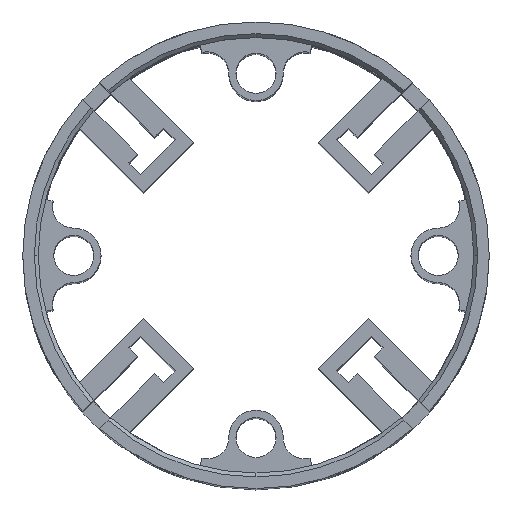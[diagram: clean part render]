
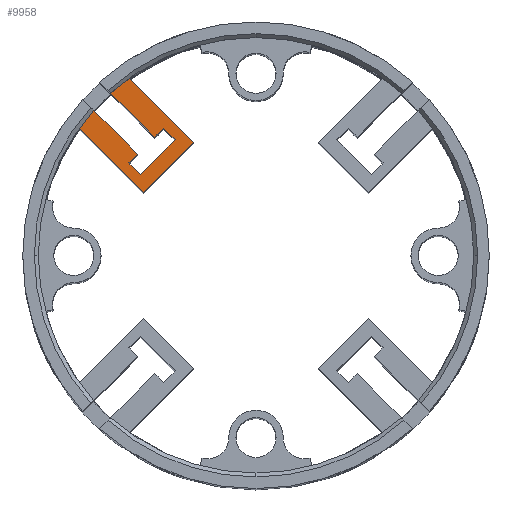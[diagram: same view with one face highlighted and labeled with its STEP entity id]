
A CAD part, top view. The second image highlights one B-rep face of the part: STEP entity #9958.
In plain terms, the highlighted planar face has unit normal (0, 0, 1).
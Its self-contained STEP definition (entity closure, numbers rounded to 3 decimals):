
#8204 = VERTEX_POINT('',#8205);
#8205 = CARTESIAN_POINT('',(-18.673,20.865,90.));
#8244 = VERTEX_POINT('',#8245);
#8245 = CARTESIAN_POINT('',(-13.017,15.209,90.));
#8251 = EDGE_CURVE('',#8204,#8244,#8252,.T.);
#8252 = LINE('',#8253,#8254);
#8253 = CARTESIAN_POINT('',(-19.381,21.573,90.));
#8254 = VECTOR('',#8255,1.);
#8255 = DIRECTION('',(0.707,-0.707,0.));
#8285 = VERTEX_POINT('',#8286);
#8286 = CARTESIAN_POINT('',(-20.865,18.673,90.));
#8292 = EDGE_CURVE('',#8293,#8285,#8295,.T.);
#8293 = VERTEX_POINT('',#8294);
#8294 = CARTESIAN_POINT('',(-15.209,13.017,90.));
#8295 = LINE('',#8296,#8297);
#8296 = CARTESIAN_POINT('',(-15.209,13.017,90.));
#8297 = VECTOR('',#8298,1.);
#8298 = DIRECTION('',(-0.707,0.707,0.));
#9236 = VERTEX_POINT('',#9237);
#9237 = CARTESIAN_POINT('',(-22.753,16.318,90.));
#9243 = EDGE_CURVE('',#8285,#9236,#9244,.T.);
#9244 = CIRCLE('',#9245,28.);
#9245 = AXIS2_PLACEMENT_3D('',#9246,#9247,#9248);
#9246 = CARTESIAN_POINT('',(0.,0.,90.));
#9247 = DIRECTION('',(0.,0.,1.));
#9248 = DIRECTION('',(1.,0.,0.));
#9881 = EDGE_CURVE('',#9882,#8204,#9884,.T.);
#9882 = VERTEX_POINT('',#9883);
#9883 = CARTESIAN_POINT('',(-16.318,22.753,90.));
#9884 = CIRCLE('',#9885,28.);
#9885 = AXIS2_PLACEMENT_3D('',#9886,#9887,#9888);
#9886 = CARTESIAN_POINT('',(0.,0.,90.));
#9887 = DIRECTION('',(0.,0.,1.));
#9888 = DIRECTION('',(1.,0.,0.));
#9958 = ADVANCED_FACE('',(#9959),#10025,.T.);
#9959 = FACE_BOUND('',#9960,.T.);
#9960 = EDGE_LOOP('',(#9961,#9962,#9963,#9971,#9979,#9987,#9995,#10001,
    #10002,#10003,#10011,#10019));
#9961 = ORIENTED_EDGE('',*,*,#9881,.T.);
#9962 = ORIENTED_EDGE('',*,*,#8251,.T.);
#9963 = ORIENTED_EDGE('',*,*,#9964,.T.);
#9964 = EDGE_CURVE('',#8244,#9965,#9967,.T.);
#9965 = VERTEX_POINT('',#9966);
#9966 = CARTESIAN_POINT('',(-11.885,16.34,90.));
#9967 = LINE('',#9968,#9969);
#9968 = CARTESIAN_POINT('',(-13.017,15.209,90.));
#9969 = VECTOR('',#9970,1.);
#9970 = DIRECTION('',(0.707,0.707,0.));
#9971 = ORIENTED_EDGE('',*,*,#9972,.T.);
#9972 = EDGE_CURVE('',#9965,#9973,#9975,.T.);
#9973 = VERTEX_POINT('',#9974);
#9974 = CARTESIAN_POINT('',(-10.401,14.855,90.));
#9975 = LINE('',#9976,#9977);
#9976 = CARTESIAN_POINT('',(-11.885,16.34,90.));
#9977 = VECTOR('',#9978,1.);
#9978 = DIRECTION('',(0.707,-0.707,-0.));
#9979 = ORIENTED_EDGE('',*,*,#9980,.T.);
#9980 = EDGE_CURVE('',#9973,#9981,#9983,.T.);
#9981 = VERTEX_POINT('',#9982);
#9982 = CARTESIAN_POINT('',(-14.855,10.401,90.));
#9983 = LINE('',#9984,#9985);
#9984 = CARTESIAN_POINT('',(-10.401,14.855,90.));
#9985 = VECTOR('',#9986,1.);
#9986 = DIRECTION('',(-0.707,-0.707,0.));
#9987 = ORIENTED_EDGE('',*,*,#9988,.T.);
#9988 = EDGE_CURVE('',#9981,#9989,#9991,.T.);
#9989 = VERTEX_POINT('',#9990);
#9990 = CARTESIAN_POINT('',(-16.34,11.885,90.));
#9991 = LINE('',#9992,#9993);
#9992 = CARTESIAN_POINT('',(-14.855,10.401,90.));
#9993 = VECTOR('',#9994,1.);
#9994 = DIRECTION('',(-0.707,0.707,0.));
#9995 = ORIENTED_EDGE('',*,*,#9996,.T.);
#9996 = EDGE_CURVE('',#9989,#8293,#9997,.T.);
#9997 = LINE('',#9998,#9999);
#9998 = CARTESIAN_POINT('',(-16.34,11.885,90.));
#9999 = VECTOR('',#10000,1.);
#10000 = DIRECTION('',(0.707,0.707,0.));
#10001 = ORIENTED_EDGE('',*,*,#8292,.T.);
#10002 = ORIENTED_EDGE('',*,*,#9243,.T.);
#10003 = ORIENTED_EDGE('',*,*,#10004,.T.);
#10004 = EDGE_CURVE('',#9236,#10005,#10007,.T.);
#10005 = VERTEX_POINT('',#10006);
#10006 = CARTESIAN_POINT('',(-14.502,8.067,90.));
#10007 = LINE('',#10008,#10009);
#10008 = CARTESIAN_POINT('',(-23.694,17.259,90.));
#10009 = VECTOR('',#10010,1.);
#10010 = DIRECTION('',(0.707,-0.707,-0.));
#10011 = ORIENTED_EDGE('',*,*,#10012,.T.);
#10012 = EDGE_CURVE('',#10005,#10013,#10015,.T.);
#10013 = VERTEX_POINT('',#10014);
#10014 = CARTESIAN_POINT('',(-8.067,14.502,90.));
#10015 = LINE('',#10016,#10017);
#10016 = CARTESIAN_POINT('',(-14.502,8.067,90.));
#10017 = VECTOR('',#10018,1.);
#10018 = DIRECTION('',(0.707,0.707,0.));
#10019 = ORIENTED_EDGE('',*,*,#10020,.T.);
#10020 = EDGE_CURVE('',#10013,#9882,#10021,.T.);
#10021 = LINE('',#10022,#10023);
#10022 = CARTESIAN_POINT('',(-8.067,14.502,90.));
#10023 = VECTOR('',#10024,1.);
#10024 = DIRECTION('',(-0.707,0.707,0.));
#10025 = PLANE('',#10026);
#10026 = AXIS2_PLACEMENT_3D('',#10027,#10028,#10029);
#10027 = CARTESIAN_POINT('',(-15.531,15.531,90.));
#10028 = DIRECTION('',(0.,0.,1.));
#10029 = DIRECTION('',(-1.,0.,0.));
